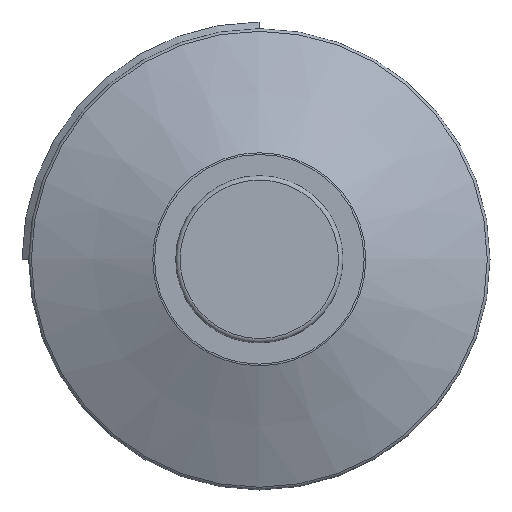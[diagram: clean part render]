
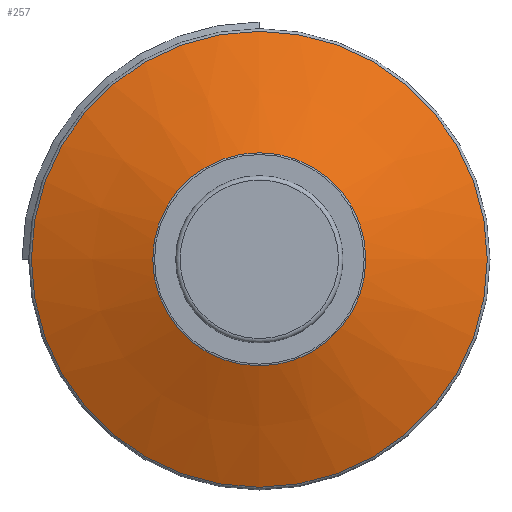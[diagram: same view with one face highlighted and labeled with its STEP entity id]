
A CAD part, front view. The second image highlights one B-rep face of the part: STEP entity #257.
In plain terms, the highlighted conical face has half-angle 66.765 degrees and reference radius 76.2 mm.
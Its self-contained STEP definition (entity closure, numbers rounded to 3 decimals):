
#40=FACE_OUTER_BOUND('',#58,.T.);
#58=EDGE_LOOP('',(#216,#217,#218,#219));
#79=CIRCLE('',#304,103.289);
#80=CIRCLE('',#306,48.278);
#101=LINE('',#463,#116);
#116=VECTOR('',#376,76.2);
#132=VERTEX_POINT('',#458);
#133=VERTEX_POINT('',#462);
#161=EDGE_CURVE('',#132,#132,#79,.T.);
#162=EDGE_CURVE('',#132,#133,#101,.T.);
#163=EDGE_CURVE('',#133,#133,#80,.T.);
#216=ORIENTED_EDGE('',*,*,#161,.F.);
#217=ORIENTED_EDGE('',*,*,#162,.T.);
#218=ORIENTED_EDGE('',*,*,#163,.F.);
#219=ORIENTED_EDGE('',*,*,#162,.F.);
#247=CONICAL_SURFACE('',#305,76.2,1.165);
#257=ADVANCED_FACE('',(#40),#247,.T.);
#304=AXIS2_PLACEMENT_3D('',#460,#372,#373);
#305=AXIS2_PLACEMENT_3D('',#461,#374,#375);
#306=AXIS2_PLACEMENT_3D('',#464,#377,#378);
#372=DIRECTION('center_axis',(0.,1.,0.));
#373=DIRECTION('ref_axis',(0.,0.,-1.));
#374=DIRECTION('center_axis',(0.,1.,0.));
#375=DIRECTION('ref_axis',(0.,0.,1.));
#376=DIRECTION('',(0.,-0.395,0.919));
#377=DIRECTION('center_axis',(0.,-1.,0.));
#378=DIRECTION('ref_axis',(0.,0.,-1.));
#458=CARTESIAN_POINT('',(0.,-14.02,-103.289));
#460=CARTESIAN_POINT('Origin',(0.,-14.02,
0.));
#461=CARTESIAN_POINT('Origin',(0.,-25.65,0.));
#462=CARTESIAN_POINT('',(0.,-37.638,-48.278));
#463=CARTESIAN_POINT('',(0.,-25.65,-76.2));
#464=CARTESIAN_POINT('Origin',(0.,-37.638,
0.));
